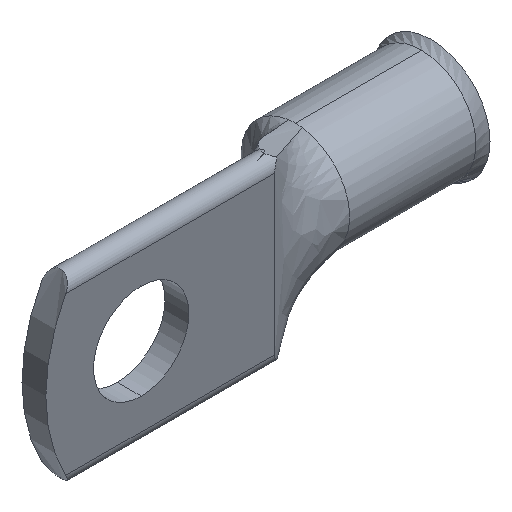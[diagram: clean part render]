
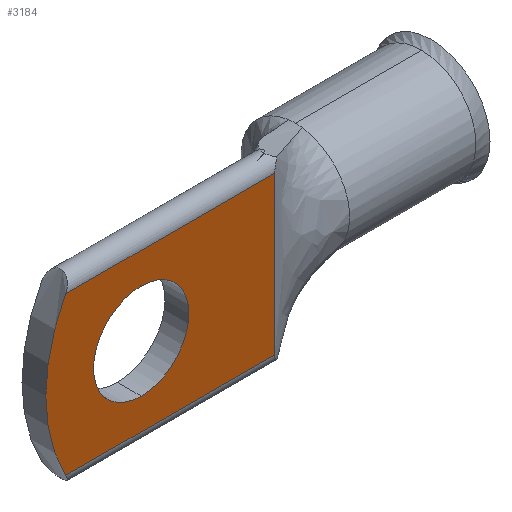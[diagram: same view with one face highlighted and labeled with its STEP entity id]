
A CAD part, isometric view. The second image highlights one B-rep face of the part: STEP entity #3184.
In plain terms, the highlighted planar face has unit normal (0, -1, 0).
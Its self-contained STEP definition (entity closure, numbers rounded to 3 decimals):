
#20 = AXIS2_PLACEMENT_3D ( 'NONE', #1288, #1921, #2737 ) ;
#25 = AXIS2_PLACEMENT_3D ( 'NONE', #1787, #3236, #407 ) ;
#337 = DIRECTION ( 'NONE',  ( 0., -1., 0. ) ) ;
#399 = EDGE_CURVE ( 'NONE', #2774, #3000, #953, .T. ) ;
#407 = DIRECTION ( 'NONE',  ( 0., 0., -1. ) ) ;
#431 = DIRECTION ( 'NONE',  ( 0., 0., -1. ) ) ;
#555 = AXIS2_PLACEMENT_3D ( 'NONE', #3911, #337, #431 ) ;
#586 = ORIENTED_EDGE ( 'NONE', *, *, #399, .T. ) ;
#615 = DIRECTION ( 'NONE',  ( 0., -1., 0. ) ) ;
#718 = EDGE_CURVE ( 'NONE', #2745, #2774, #1548, .T. ) ;
#934 = CARTESIAN_POINT ( 'NONE',  ( 12.192, -1.27, 8.382 ) ) ;
#953 = LINE ( 'NONE', #4128, #4050 ) ;
#989 = ORIENTED_EDGE ( 'NONE', *, *, #2177, .T. ) ;
#1176 = EDGE_CURVE ( 'NONE', #2597, #3737, #1918, .T. ) ;
#1229 = DIRECTION ( 'NONE',  ( -1., 0., 0. ) ) ;
#1245 = ORIENTED_EDGE ( 'NONE', *, *, #718, .T. ) ;
#1288 = CARTESIAN_POINT ( 'NONE',  ( 5.431, -1.27, 0. ) ) ;
#1361 = CARTESIAN_POINT ( 'NONE',  ( -10.071, -1.27, 8.382 ) ) ;
#1548 = LINE ( 'NONE', #2999, #1777 ) ;
#1777 = VECTOR ( 'NONE', #3983, 1000. ) ;
#1787 = CARTESIAN_POINT ( 'NONE',  ( 5.431, -1.27, 0. ) ) ;
#1817 = DIRECTION ( 'NONE',  ( 1., 0., 0. ) ) ;
#1901 = CARTESIAN_POINT ( 'NONE',  ( -2.032, -1.27, 5.08 ) ) ;
#1918 = CIRCLE ( 'NONE', #2389, 5.08 ) ;
#1921 = DIRECTION ( 'NONE',  ( 0., -1., 0. ) ) ;
#1995 = CARTESIAN_POINT ( 'NONE',  ( 12.192, -1.27, -8.382 ) ) ;
#2079 = CIRCLE ( 'NONE', #20, 17.623 ) ;
#2108 = ORIENTED_EDGE ( 'NONE', *, *, #1176, .F. ) ;
#2133 = LINE ( 'NONE', #2844, #3675 ) ;
#2177 = EDGE_CURVE ( 'NONE', #3896, #2745, #2133, .T. ) ;
#2389 = AXIS2_PLACEMENT_3D ( 'NONE', #3903, #615, #3108 ) ;
#2597 = VERTEX_POINT ( 'NONE', #1901 ) ;
#2671 = CARTESIAN_POINT ( 'NONE',  ( -10.071, -1.27, -8.382 ) ) ;
#2737 = DIRECTION ( 'NONE',  ( 0., 0., -1. ) ) ;
#2745 = VERTEX_POINT ( 'NONE', #1995 ) ;
#2746 = EDGE_CURVE ( 'NONE', #3000, #3896, #2079, .T. ) ;
#2774 = VERTEX_POINT ( 'NONE', #934 ) ;
#2844 = CARTESIAN_POINT ( 'NONE',  ( 5.431, -1.27, -8.382 ) ) ;
#2927 = EDGE_LOOP ( 'NONE', ( #3197, #989, #1245, #586 ) ) ;
#2999 = CARTESIAN_POINT ( 'NONE',  ( 12.192, -1.27, 0. ) ) ;
#3000 = VERTEX_POINT ( 'NONE', #1361 ) ;
#3031 = EDGE_CURVE ( 'NONE', #3737, #2597, #4672, .T. ) ;
#3108 = DIRECTION ( 'NONE',  ( 0., 0., -1. ) ) ;
#3184 = ADVANCED_FACE ( 'NONE', ( #3598, #3667 ), #4408, .T. ) ;
#3197 = ORIENTED_EDGE ( 'NONE', *, *, #2746, .T. ) ;
#3236 = DIRECTION ( 'NONE',  ( 0., -1., 0. ) ) ;
#3349 = EDGE_LOOP ( 'NONE', ( #2108, #4170 ) ) ;
#3598 = FACE_BOUND ( 'NONE', #3349, .T. ) ;
#3667 = FACE_OUTER_BOUND ( 'NONE', #2927, .T. ) ;
#3675 = VECTOR ( 'NONE', #1817, 1000. ) ;
#3683 = CARTESIAN_POINT ( 'NONE',  ( -2.032, -1.27, -5.08 ) ) ;
#3737 = VERTEX_POINT ( 'NONE', #3683 ) ;
#3896 = VERTEX_POINT ( 'NONE', #2671 ) ;
#3903 = CARTESIAN_POINT ( 'NONE',  ( -2.032, -1.27, 0. ) ) ;
#3911 = CARTESIAN_POINT ( 'NONE',  ( -2.032, -1.27, 0. ) ) ;
#3983 = DIRECTION ( 'NONE',  ( 0., 0., 1. ) ) ;
#4050 = VECTOR ( 'NONE', #1229, 1000. ) ;
#4128 = CARTESIAN_POINT ( 'NONE',  ( -10.071, -1.27, 8.382 ) ) ;
#4170 = ORIENTED_EDGE ( 'NONE', *, *, #3031, .F. ) ;
#4408 = PLANE ( 'NONE',  #25 ) ;
#4672 = CIRCLE ( 'NONE', #555, 5.08 ) ;
